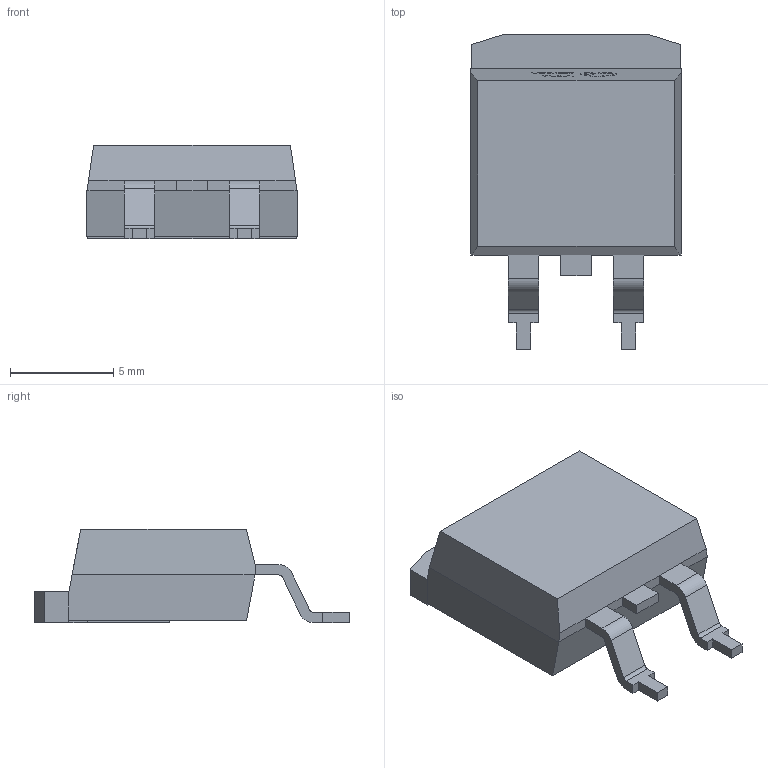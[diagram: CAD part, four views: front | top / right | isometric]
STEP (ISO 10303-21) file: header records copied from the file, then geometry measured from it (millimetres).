
FILE_DESCRIPTION (( 'STEP AP214' ), '1' );
FILE_NAME ('TO-263AB_L10.2-W9.0-P5.08-LS15.2-BL.step', '2022-08-01T13:10:07', ( '' ), ( '' ), 'SwSTEP 2.0', 'SolidWorks 2020', '' );
FILE_SCHEMA (( 'AUTOMOTIVE_DESIGN' ));
Length unit declared in the file: millimetre
Products named in the file (1): TO-263AB_L10.2-W9.0-P5.08-LS15.2-BL
Bounding box: 10.16 x 15.24 x 4.5 mm (x, y, z)
Volume: 415.1 mm3; surface area: 415.1 mm2
Topology: 1 solids, 1 shells, 294 faces, 801 edges, 528 vertices
Faces by surface type: plane 188, bspline 98, cylinder 8
Entity records: 12957 total; most frequent: CARTESIAN_POINT 2930, ORIENTED_EDGE 1602, DIRECTION 1011, EDGE_CURVE 801, VECTOR 585, LINE 585, VERTEX_POINT 528, EDGE_LOOP 313
